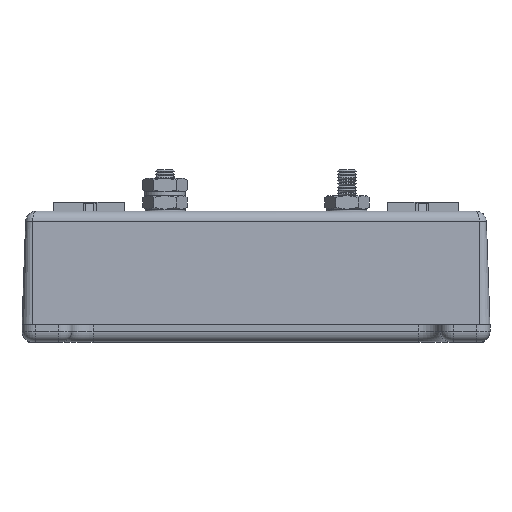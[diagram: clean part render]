
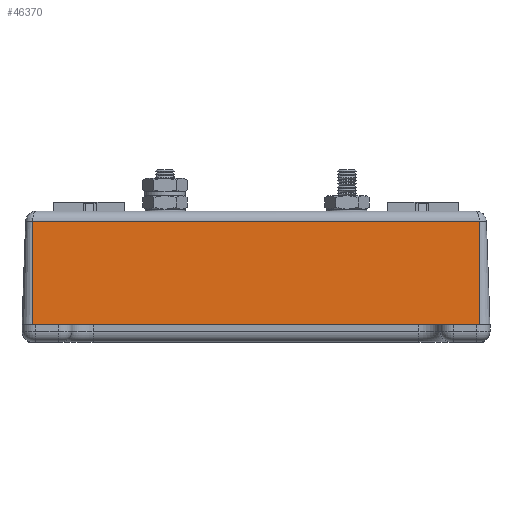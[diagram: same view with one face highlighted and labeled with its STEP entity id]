
A CAD part, top view. The second image highlights one B-rep face of the part: STEP entity #46370.
In plain terms, the highlighted planar face has unit normal (0, 0.035, 0.999).
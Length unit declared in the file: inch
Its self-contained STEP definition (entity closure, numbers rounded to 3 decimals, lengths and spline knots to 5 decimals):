
#2471 = VERTEX_POINT ( 'NONE', #26816 ) ;
#6149 = CARTESIAN_POINT ( 'NONE',  ( -2.088, 0.96749, 1.15121 ) ) ;
#7741 = CARTESIAN_POINT ( 'NONE',  ( -2.088, 0.96749, 1.15121 ) ) ;
#9028 = CARTESIAN_POINT ( 'NONE',  ( 2.088, 0., 1.185 ) ) ;
#9047 = EDGE_CURVE ( 'NONE', #17585, #49008, #58911, .T. ) ;
#16972 = EDGE_LOOP ( 'NONE', ( #62130, #35600, #19676, #57349 ) ) ;
#17585 = VERTEX_POINT ( 'NONE', #45596 ) ;
#19676 = ORIENTED_EDGE ( 'NONE', *, *, #59802, .T. ) ;
#23144 = VECTOR ( 'NONE', #31582, 39.37008 ) ;
#25370 = EDGE_CURVE ( 'NONE', #17585, #26906, #44206, .T. ) ;
#26816 = CARTESIAN_POINT ( 'NONE',  ( -2.088, 0., 1.185 ) ) ;
#26906 = VERTEX_POINT ( 'NONE', #35260 ) ;
#27669 = CARTESIAN_POINT ( 'NONE',  ( -2.088, 0., 1.185 ) ) ;
#30845 = CARTESIAN_POINT ( 'NONE',  ( -2.088, 0., 1.185 ) ) ;
#31582 = DIRECTION ( 'NONE',  ( -1., 0., 0. ) ) ;
#34230 = VECTOR ( 'NONE', #74195, 39.37008 ) ;
#34752 = FACE_OUTER_BOUND ( 'NONE', #16972, .T. ) ;
#35260 = CARTESIAN_POINT ( 'NONE',  ( 2.088, 0., 1.185 ) ) ;
#35600 = ORIENTED_EDGE ( 'NONE', *, *, #9047, .T. ) ;
#37489 = LINE ( 'NONE', #30845, #66723 ) ;
#43345 = LINE ( 'NONE', #27669, #34230 ) ;
#44206 = LINE ( 'NONE', #9028, #71570 ) ;
#45596 = CARTESIAN_POINT ( 'NONE',  ( 2.088, 0.96749, 1.15121 ) ) ;
#46370 = ADVANCED_FACE ( 'NONE', ( #34752 ), #50524, .T. ) ;
#49008 = VERTEX_POINT ( 'NONE', #6149 ) ;
#50524 = PLANE ( 'NONE',  #57808 ) ;
#54908 = EDGE_CURVE ( 'NONE', #2471, #26906, #43345, .T. ) ;
#57342 = DIRECTION ( 'NONE',  ( 0., -0.999, 0.035 ) ) ;
#57349 = ORIENTED_EDGE ( 'NONE', *, *, #54908, .T. ) ;
#57808 = AXIS2_PLACEMENT_3D ( 'NONE', #63438, #68540, #57342 ) ;
#58911 = LINE ( 'NONE', #7741, #23144 ) ;
#59802 = EDGE_CURVE ( 'NONE', #49008, #2471, #37489, .T. ) ;
#60476 = DIRECTION ( 'NONE',  ( 0., -0.999, 0.035 ) ) ;
#61002 = DIRECTION ( 'NONE',  ( 0., -0.999, 0.035 ) ) ;
#62130 = ORIENTED_EDGE ( 'NONE', *, *, #25370, .F. ) ;
#63438 = CARTESIAN_POINT ( 'NONE',  ( -2.088, 0., 1.185 ) ) ;
#66723 = VECTOR ( 'NONE', #60476, 39.37008 ) ;
#68540 = DIRECTION ( 'NONE',  ( 0., 0.035, 0.999 ) ) ;
#71570 = VECTOR ( 'NONE', #61002, 39.37008 ) ;
#74195 = DIRECTION ( 'NONE',  ( 1., 0., 0. ) ) ;
